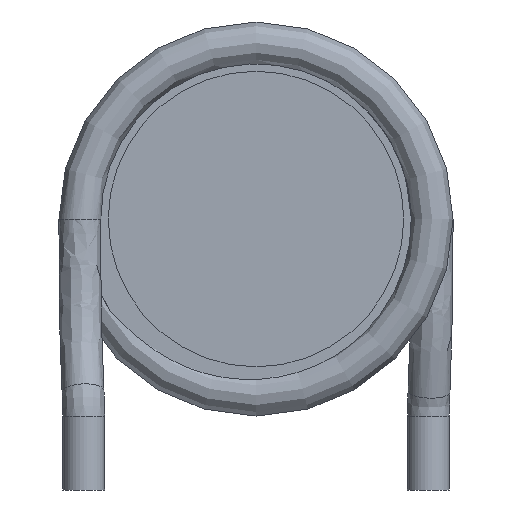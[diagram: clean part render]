
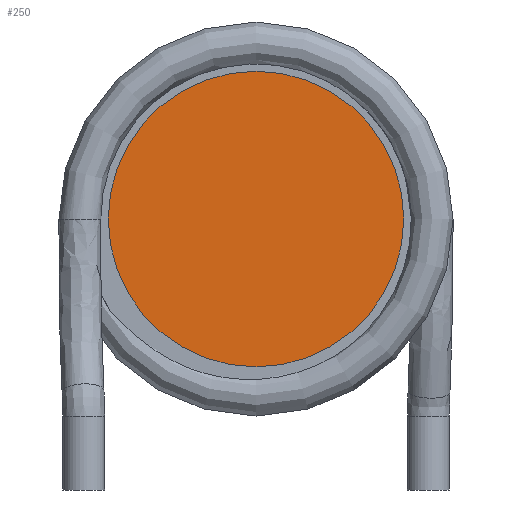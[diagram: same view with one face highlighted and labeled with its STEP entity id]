
A CAD part, front view. The second image highlights one B-rep face of the part: STEP entity #250.
In plain terms, the highlighted planar face has unit normal (0, -1, 0).
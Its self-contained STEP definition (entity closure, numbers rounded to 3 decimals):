
#54=PLANE('',#409);
#62=ORIENTED_EDGE('',*,*,#112,.F.);
#112=EDGE_CURVE('',#138,#138,#160,.T.);
#138=VERTEX_POINT('',#501);
#160=CIRCLE('',#407,6.);
#178=EDGE_LOOP('',(#62));
#212=FACE_BOUND('',#178,.T.);
#250=ADVANCED_FACE('',(#212),#54,.F.);
#407=AXIS2_PLACEMENT_3D('',#500,#440,#441);
#409=AXIS2_PLACEMENT_3D('',#504,#444,#445);
#440=DIRECTION('',(0.,1.,0.));
#441=DIRECTION('',(1.,0.,0.));
#444=DIRECTION('',(0.,1.,0.));
#445=DIRECTION('',(0.,0.,1.));
#500=CARTESIAN_POINT('',(0.,-15.4,0.));
#501=CARTESIAN_POINT('',(6.,-15.4,0.));
#504=CARTESIAN_POINT('',(0.,-15.4,0.));
